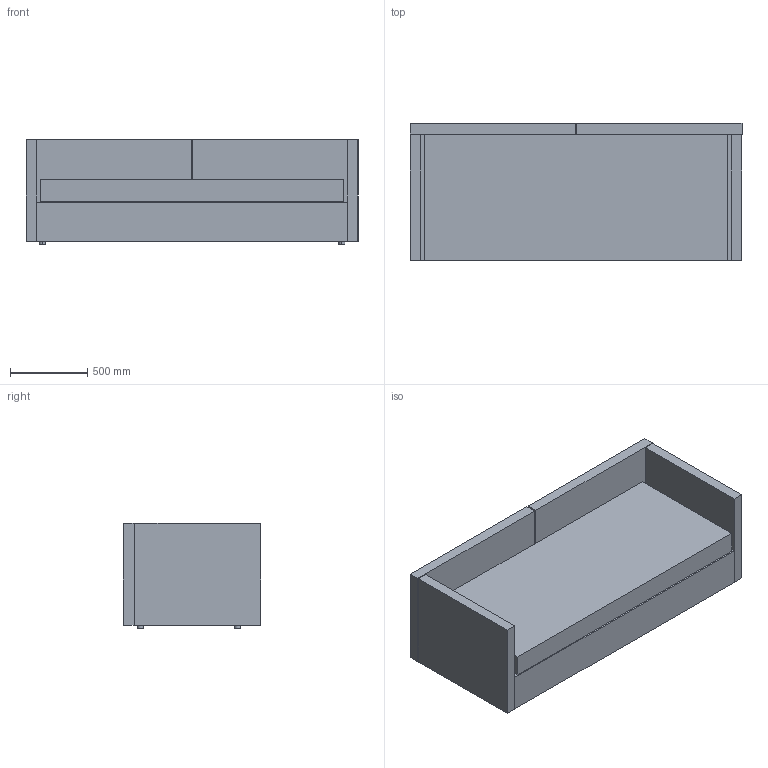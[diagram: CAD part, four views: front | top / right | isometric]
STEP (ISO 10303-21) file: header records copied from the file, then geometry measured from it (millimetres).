
FILE_DESCRIPTION(/* description */ (''),/* implementation_level */ '2;1');
FILE_NAME(/* name */ '3MWJE2~T',/* time_stamp */ '2016-07-22T15:35:54+02:00',/* author */ (''),/* organization */ (''),/* preprocessor_version */ 'ST-DEVELOPER v15',/* originating_system */ '',/* authorisation */ '');
FILE_SCHEMA (('AUTOMOTIVE_DESIGN'));
Length unit declared in the file: millimetre
Products named in the file (1): Document
Bounding box: 2150 x 889.93 x 680 mm (x, y, z)
Volume: 851256890.9 mm3; surface area: 14755539.6 mm2
Topology: 10 solids, 10 shells, 52 faces, 123 edges, 73 vertices
Faces by surface type: bspline 28, plane 24
Entity records: 1365 total; most frequent: CARTESIAN_POINT 624, ORIENTED_EDGE 192, EDGE_CURVE 96, VERTEX_POINT 64, ADVANCED_FACE 52, FACE_OUTER_BOUND 52, EDGE_LOOP 52, DIRECTION 51
